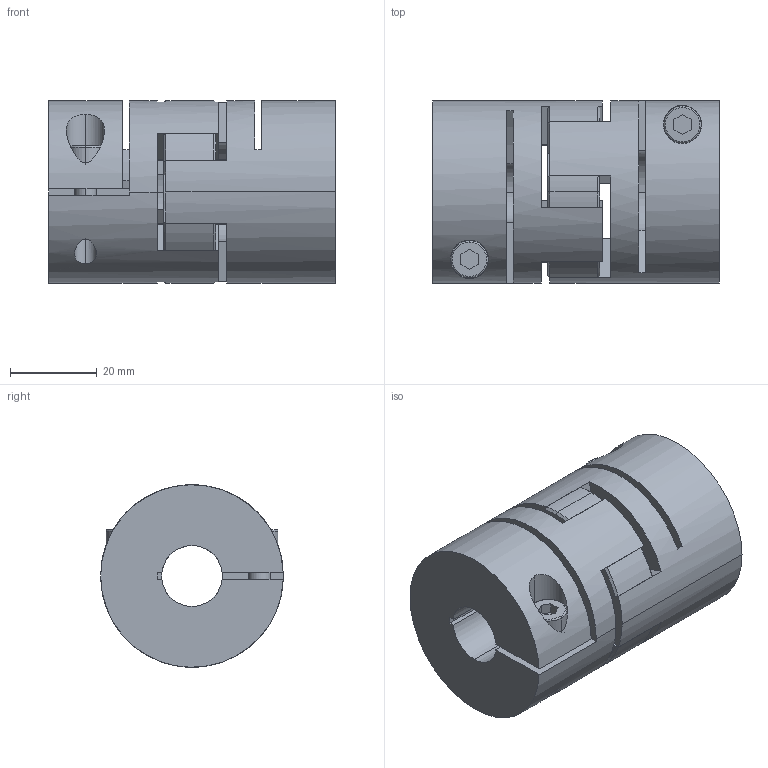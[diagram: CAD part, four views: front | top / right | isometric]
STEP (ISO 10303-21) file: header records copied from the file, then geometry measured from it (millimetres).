
FILE_DESCRIPTION(('STEP AP214'),'1');
FILE_NAME('cctmp_71A80CE4-A592-4BF6-A9CC-1B436AEB5BE8_2023_06_09_14_20_25_0906..stp','2023-06-09T12:20:26',('R+W Antriebselemente GmbH'),('CADClick - www.CADClick.com'),'Spatial InterOp 3D',' ','unknown authorization');
FILE_SCHEMA(('AUTOMOTIVE_DESIGN'));
Length unit declared in the file: millimetre
Products named in the file (4): cc_unnamed; EK2/20/66/A/14/19_2; EK2/20/66/A/14/19_1; EK2/20/66/A/14/19
Assembly tree (3 placements, depth 2):
  cc_unnamed
    EK2/20/66/A/14/19_2
    EK2/20/66/A/14/19_1
    EK2/20/66/A/14/19
Bounding box: 66 x 42 x 42 mm (x, y, z)
Volume: 70110.5 mm3; surface area: 25168.6 mm2
Topology: 3 solids, 3 shells, 146 faces, 388 edges, 256 vertices
Faces by surface type: plane 70, cylinder 56, cone 16, torus 4
Entity records: 6139 total; most frequent: CARTESIAN_POINT 1070, DIRECTION 834, ORIENTED_EDGE 776, EDGE_CURVE 388, AXIS2_PLACEMENT_3D 304, VERTEX_POINT 256, LINE 226, VECTOR 226
